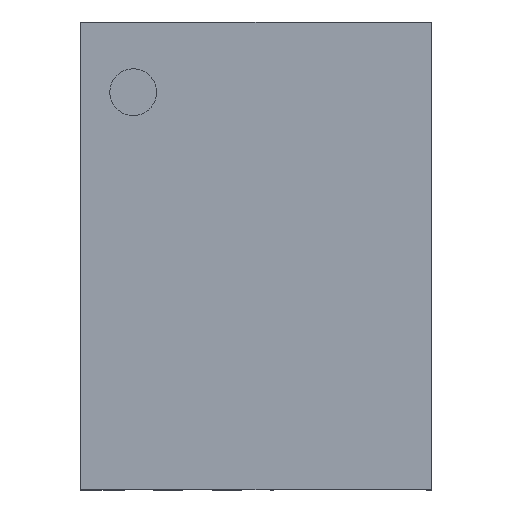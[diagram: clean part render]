
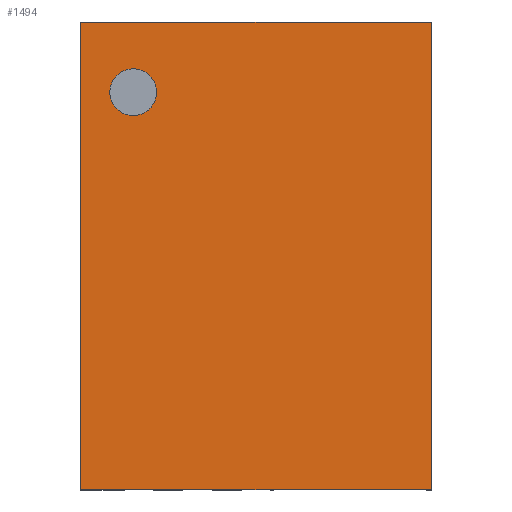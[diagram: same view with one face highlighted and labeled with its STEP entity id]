
A CAD part, top view. The second image highlights one B-rep face of the part: STEP entity #1494.
In plain terms, the highlighted planar face has unit normal (0, 0, 1).
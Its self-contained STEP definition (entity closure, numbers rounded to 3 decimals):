
#68 = DIRECTION ( 'NONE',  ( 0., 0., 1. ) ) ;
#81 = ORIENTED_EDGE ( 'NONE', *, *, #2410, .T. ) ;
#106 = DIRECTION ( 'NONE',  ( 0., 0., -1. ) ) ;
#111 = VECTOR ( 'NONE', #887, 1000. ) ;
#162 = CARTESIAN_POINT ( 'NONE',  ( -1.05, 1.4, 0.875 ) ) ;
#212 = EDGE_CURVE ( 'NONE', #5730, #2146, #3495, .T. ) ;
#612 = CARTESIAN_POINT ( 'NONE',  ( 0., 0., 0.875 ) ) ;
#887 = DIRECTION ( 'NONE',  ( 1., 0., 0. ) ) ;
#1028 = VECTOR ( 'NONE', #2791, 1000. ) ;
#1075 = LINE ( 'NONE', #5000, #1195 ) ;
#1195 = VECTOR ( 'NONE', #1556, 1000. ) ;
#1424 = LINE ( 'NONE', #2845, #6292 ) ;
#1494 = ADVANCED_FACE ( 'NONE', ( #3526, #2568 ), #4055, .F. ) ;
#1556 = DIRECTION ( 'NONE',  ( 0., -1., 0. ) ) ;
#1638 = LINE ( 'NONE', #3870, #111 ) ;
#1667 = ORIENTED_EDGE ( 'NONE', *, *, #4243, .T. ) ;
#2126 = CIRCLE ( 'NONE', #4218, 0.2 ) ;
#2146 = VERTEX_POINT ( 'NONE', #4382 ) ;
#2269 = LINE ( 'NONE', #5272, #1028 ) ;
#2287 = DIRECTION ( 'NONE',  ( -1., 0., 0. ) ) ;
#2288 = VERTEX_POINT ( 'NONE', #2403 ) ;
#2332 = AXIS2_PLACEMENT_3D ( 'NONE', #162, #4113, #3373 ) ;
#2403 = CARTESIAN_POINT ( 'NONE',  ( 1.5, 2., 0.875 ) ) ;
#2410 = EDGE_CURVE ( 'NONE', #4003, #4514, #1638, .T. ) ;
#2479 = EDGE_CURVE ( 'NONE', #4514, #2288, #2269, .T. ) ;
#2568 = FACE_OUTER_BOUND ( 'NONE', #4748, .T. ) ;
#2624 = ORIENTED_EDGE ( 'NONE', *, *, #2479, .T. ) ;
#2791 = DIRECTION ( 'NONE',  ( 0., 1., 0. ) ) ;
#2845 = CARTESIAN_POINT ( 'NONE',  ( -1.5, 2., 0.875 ) ) ;
#2904 = ORIENTED_EDGE ( 'NONE', *, *, #5230, .T. ) ;
#3278 = AXIS2_PLACEMENT_3D ( 'NONE', #612, #106, #3557 ) ;
#3288 = CARTESIAN_POINT ( 'NONE',  ( 1.5, -2., 0.875 ) ) ;
#3373 = DIRECTION ( 'NONE',  ( 1., 0., 0. ) ) ;
#3495 = CIRCLE ( 'NONE', #2332, 0.2 ) ;
#3526 = FACE_BOUND ( 'NONE', #5207, .T. ) ;
#3557 = DIRECTION ( 'NONE',  ( -1., 0., 0. ) ) ;
#3870 = CARTESIAN_POINT ( 'NONE',  ( -1.5, -2., 0.875 ) ) ;
#3960 = VERTEX_POINT ( 'NONE', #5648 ) ;
#4003 = VERTEX_POINT ( 'NONE', #4391 ) ;
#4055 = PLANE ( 'NONE',  #3278 ) ;
#4113 = DIRECTION ( 'NONE',  ( 0., 0., 1. ) ) ;
#4116 = DIRECTION ( 'NONE',  ( 1., 0., 0. ) ) ;
#4218 = AXIS2_PLACEMENT_3D ( 'NONE', #5548, #68, #4116 ) ;
#4243 = EDGE_CURVE ( 'NONE', #2288, #3960, #1424, .T. ) ;
#4382 = CARTESIAN_POINT ( 'NONE',  ( -0.85, 1.4, 0.875 ) ) ;
#4391 = CARTESIAN_POINT ( 'NONE',  ( -1.5, -2., 0.875 ) ) ;
#4514 = VERTEX_POINT ( 'NONE', #3288 ) ;
#4748 = EDGE_LOOP ( 'NONE', ( #2624, #1667, #2904, #81 ) ) ;
#4916 = CARTESIAN_POINT ( 'NONE',  ( -1.25, 1.4, 0.875 ) ) ;
#5000 = CARTESIAN_POINT ( 'NONE',  ( -1.5, -2., 0.875 ) ) ;
#5207 = EDGE_LOOP ( 'NONE', ( #5879, #6140 ) ) ;
#5230 = EDGE_CURVE ( 'NONE', #3960, #4003, #1075, .T. ) ;
#5272 = CARTESIAN_POINT ( 'NONE',  ( 1.5, -2., 0.875 ) ) ;
#5548 = CARTESIAN_POINT ( 'NONE',  ( -1.05, 1.4, 0.875 ) ) ;
#5648 = CARTESIAN_POINT ( 'NONE',  ( -1.5, 2., 0.875 ) ) ;
#5730 = VERTEX_POINT ( 'NONE', #4916 ) ;
#5879 = ORIENTED_EDGE ( 'NONE', *, *, #6086, .F. ) ;
#6086 = EDGE_CURVE ( 'NONE', #2146, #5730, #2126, .T. ) ;
#6140 = ORIENTED_EDGE ( 'NONE', *, *, #212, .F. ) ;
#6292 = VECTOR ( 'NONE', #2287, 1000. ) ;
